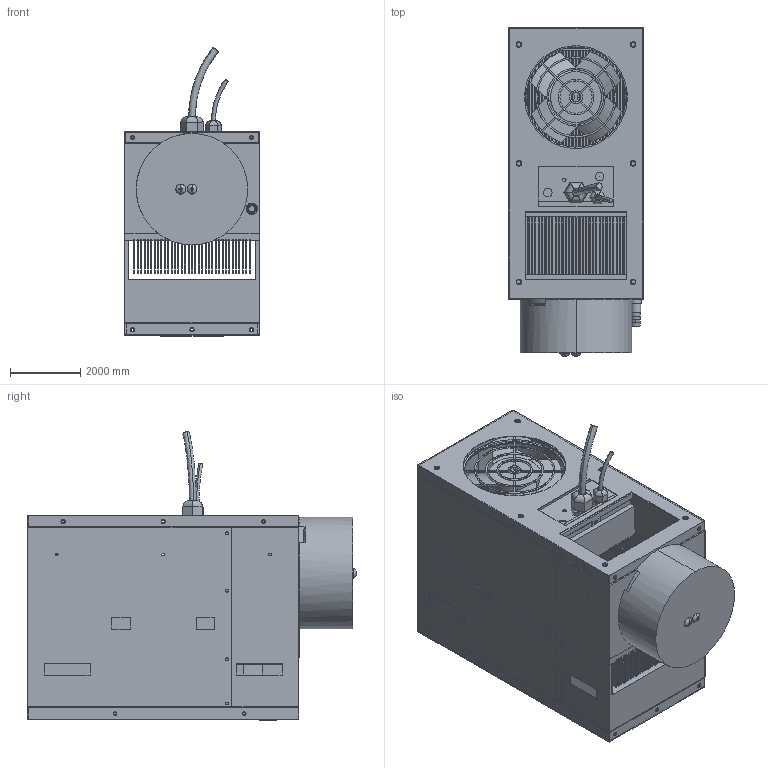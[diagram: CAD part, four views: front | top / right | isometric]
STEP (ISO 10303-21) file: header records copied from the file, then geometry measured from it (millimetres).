
FILE_DESCRIPTION (( 'STEP AP203' ), '1' );
FILE_NAME ('fhp-752.STEP', '2016-05-11T13:56:39', ( '' ), ( '' ), 'SwSTEP 2.0', 'SolidWorks 2016', '' );
FILE_SCHEMA (( 'CONFIG_CONTROL_DESIGN' ));
Length unit declared in the file: inch
Products named in the file (1): fhp-752
Bounding box: 3870.96 x 9379.39 x 8231.9 mm (x, y, z)
Surface area: 1216627205.6 mm2 (no closed solid volume)
Topology: 0 solids, 42 shells, 1013 faces, 4726 edges, 3553 vertices
Faces by surface type: plane 602, cylinder 357, bspline 38, torus 8, cone 8
Entity records: 56056 total; most frequent: CARTESIAN_POINT 18390, DIRECTION 7479, ORIENTED_EDGE 6984, EDGE_CURVE 4710, VERTEX_POINT 3553, VECTOR 3371, LINE 3371, AXIS2_PLACEMENT_3D 2054
